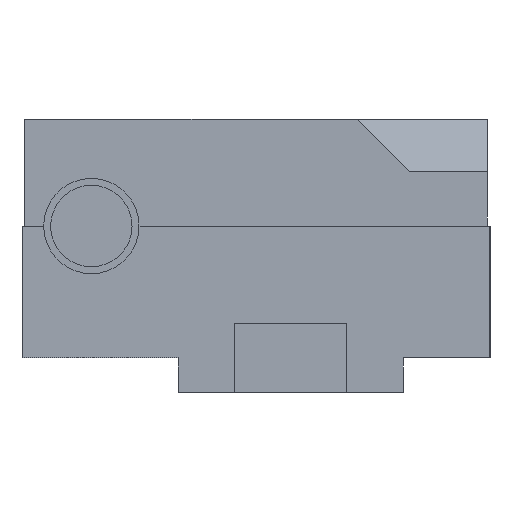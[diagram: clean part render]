
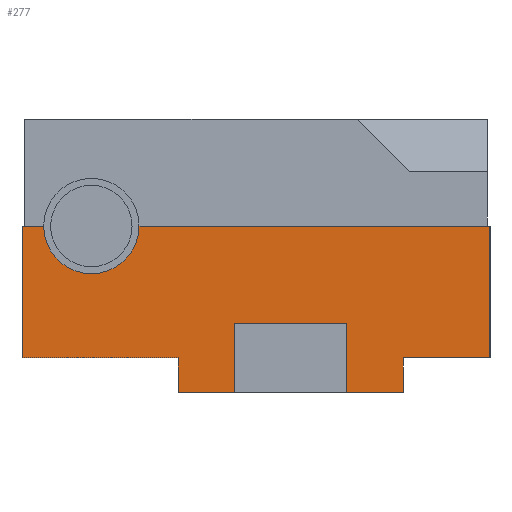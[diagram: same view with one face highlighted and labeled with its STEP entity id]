
A CAD part, left-side view. The second image highlights one B-rep face of the part: STEP entity #277.
In plain terms, the highlighted planar face has unit normal (-1, 0, 0).
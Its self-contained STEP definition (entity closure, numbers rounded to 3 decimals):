
#277=ADVANCED_FACE('',(#1046),#744,.T.);
#744=PLANE('',#9090);
#1046=FACE_OUTER_BOUND('',#1640,.T.);
#1506=CIRCLE('',#9089,2.75);
#1640=EDGE_LOOP('',(#2871,#2872,#2873,#2874,#2875,#2876,#2877,#2878,#2879,
#2880,#2881,#2882,#2883,#2884));
#2871=ORIENTED_EDGE('',*,*,#6174,.F.);
#2872=ORIENTED_EDGE('',*,*,#6175,.T.);
#2873=ORIENTED_EDGE('',*,*,#6176,.T.);
#2874=ORIENTED_EDGE('',*,*,#6177,.T.);
#2875=ORIENTED_EDGE('',*,*,#6178,.F.);
#2876=ORIENTED_EDGE('',*,*,#6152,.T.);
#2877=ORIENTED_EDGE('',*,*,#6173,.T.);
#2878=ORIENTED_EDGE('',*,*,#6162,.T.);
#2879=ORIENTED_EDGE('',*,*,#6179,.F.);
#2880=ORIENTED_EDGE('',*,*,#6166,.T.);
#2881=ORIENTED_EDGE('',*,*,#6180,.F.);
#2882=ORIENTED_EDGE('',*,*,#6181,.T.);
#2883=ORIENTED_EDGE('',*,*,#6182,.T.);
#2884=ORIENTED_EDGE('',*,*,#6183,.T.);
#5319=VERTEX_POINT('',#12115);
#5320=VERTEX_POINT('',#12116);
#5322=VERTEX_POINT('',#12122);
#5328=VERTEX_POINT('',#12134);
#5329=VERTEX_POINT('',#12136);
#5330=VERTEX_POINT('',#12140);
#5337=VERTEX_POINT('',#12158);
#5338=VERTEX_POINT('',#12159);
#5339=VERTEX_POINT('',#12161);
#5340=VERTEX_POINT('',#12163);
#5341=VERTEX_POINT('',#12165);
#5342=VERTEX_POINT('',#12169);
#5343=VERTEX_POINT('',#12171);
#5344=VERTEX_POINT('',#12173);
#6152=EDGE_CURVE('',#5319,#5320,#7273,.T.);
#6162=EDGE_CURVE('',#5329,#5328,#7283,.T.);
#6166=EDGE_CURVE('',#5322,#5330,#7287,.T.);
#6173=EDGE_CURVE('',#5320,#5329,#7292,.T.);
#6174=EDGE_CURVE('',#5337,#5338,#7293,.T.);
#6175=EDGE_CURVE('',#5337,#5339,#7294,.T.);
#6176=EDGE_CURVE('',#5339,#5340,#7295,.T.);
#6177=EDGE_CURVE('',#5340,#5341,#7296,.T.);
#6178=EDGE_CURVE('',#5319,#5341,#7297,.T.);
#6179=EDGE_CURVE('',#5322,#5328,#1506,.T.);
#6180=EDGE_CURVE('',#5342,#5330,#7298,.T.);
#6181=EDGE_CURVE('',#5342,#5343,#7299,.T.);
#6182=EDGE_CURVE('',#5343,#5344,#7300,.T.);
#6183=EDGE_CURVE('',#5344,#5338,#7301,.T.);
#7273=LINE('',#12114,#8188);
#7283=LINE('',#12135,#8198);
#7287=LINE('',#12141,#8202);
#7292=LINE('',#12155,#8207);
#7293=LINE('',#12157,#8208);
#7294=LINE('',#12160,#8209);
#7295=LINE('',#12162,#8210);
#7296=LINE('',#12164,#8211);
#7297=LINE('',#12166,#8212);
#7298=LINE('',#12168,#8213);
#7299=LINE('',#12170,#8214);
#7300=LINE('',#12172,#8215);
#7301=LINE('',#12174,#8216);
#8188=VECTOR('',#9652,1.);
#8198=VECTOR('',#9664,1.);
#8202=VECTOR('',#9668,1.);
#8207=VECTOR('',#9679,1.);
#8208=VECTOR('',#9682,1.);
#8209=VECTOR('',#9683,1.);
#8210=VECTOR('',#9684,1.);
#8211=VECTOR('',#9685,1.);
#8212=VECTOR('',#9686,1.);
#8213=VECTOR('',#9689,1.);
#8214=VECTOR('',#9690,1.);
#8215=VECTOR('',#9691,1.);
#8216=VECTOR('',#9692,1.);
#9089=AXIS2_PLACEMENT_3D('',#12167,#9687,#9688);
#9090=AXIS2_PLACEMENT_3D('',#12175,#9693,#9694);
#9652=DIRECTION('',(0.,-1.,0.));
#9664=DIRECTION('',(0.,1.,0.));
#9668=DIRECTION('',(0.,1.,0.));
#9679=DIRECTION('',(0.,0.,1.));
#9682=DIRECTION('',(0.,0.,-1.));
#9683=DIRECTION('',(0.,-1.,0.));
#9684=DIRECTION('',(0.,0.,-1.));
#9685=DIRECTION('',(0.,-1.,0.));
#9686=DIRECTION('',(0.,0.,-1.));
#9687=DIRECTION('',(-1.,0.,0.));
#9688=DIRECTION('',(0.,0.,1.));
#9689=DIRECTION('',(0.,0.,1.));
#9690=DIRECTION('',(0.,-1.,0.));
#9691=DIRECTION('',(0.,0.,-1.));
#9692=DIRECTION('',(0.,-1.,0.));
#9693=DIRECTION('',(-1.,0.,0.));
#9694=DIRECTION('',(0.,0.,1.));
#12114=CARTESIAN_POINT('',(-22.,2.,2.8));
#12115=CARTESIAN_POINT('',(-22.,-6.5,2.8));
#12116=CARTESIAN_POINT('',(-22.,-11.5,2.8));
#12122=CARTESIAN_POINT('',(-22.,14.25,10.4));
#12134=CARTESIAN_POINT('',(-22.,8.75,10.4));
#12135=CARTESIAN_POINT('',(-22.,2.,10.4));
#12136=CARTESIAN_POINT('',(-22.,-11.5,10.4));
#12140=CARTESIAN_POINT('',(-22.,15.5,10.4));
#12141=CARTESIAN_POINT('',(-22.,2.,10.4));
#12155=CARTESIAN_POINT('',(-22.,-11.5,2.8));
#12157=CARTESIAN_POINT('',(-22.,3.25,4.8));
#12158=CARTESIAN_POINT('',(-22.,3.25,4.8));
#12159=CARTESIAN_POINT('',(-22.,3.25,0.8));
#12160=CARTESIAN_POINT('',(-22.,3.25,4.8));
#12161=CARTESIAN_POINT('',(-22.,-3.25,4.8));
#12162=CARTESIAN_POINT('',(-22.,-3.25,4.8));
#12163=CARTESIAN_POINT('',(-22.,-3.25,0.8));
#12164=CARTESIAN_POINT('',(-22.,6.5,0.8));
#12165=CARTESIAN_POINT('',(-22.,-6.5,0.8));
#12166=CARTESIAN_POINT('',(-22.,-6.5,0.8));
#12167=CARTESIAN_POINT('',(-22.,11.5,10.4));
#12168=CARTESIAN_POINT('',(-22.,15.5,2.8));
#12169=CARTESIAN_POINT('',(-22.,15.5,2.8));
#12170=CARTESIAN_POINT('',(-22.,2.,2.8));
#12171=CARTESIAN_POINT('',(-22.,6.5,2.8));
#12172=CARTESIAN_POINT('',(-22.,6.5,0.8));
#12173=CARTESIAN_POINT('',(-22.,6.5,0.8));
#12174=CARTESIAN_POINT('',(-22.,6.5,0.8));
#12175=CARTESIAN_POINT('',(-22.,2.,2.8));
